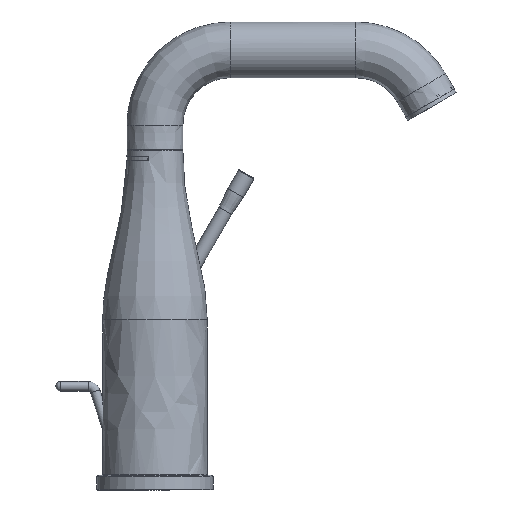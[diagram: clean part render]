
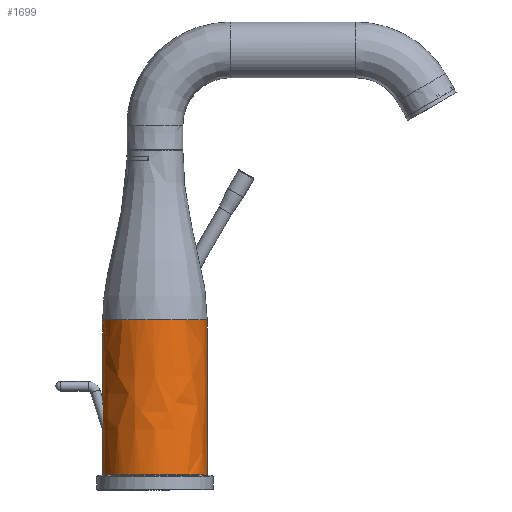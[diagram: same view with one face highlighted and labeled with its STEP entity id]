
A CAD part, left-side view. The second image highlights one B-rep face of the part: STEP entity #1699.
In plain terms, the highlighted free-form (B-spline) face has degree [3, 3] with [7, 4] control points.
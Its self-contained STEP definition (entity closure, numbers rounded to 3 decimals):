
#48=B_SPLINE_SURFACE_WITH_KNOTS('',3,3,((#6177,#6178,#6179,#6180),(#6181,
#6182,#6183,#6184),(#6185,#6186,#6187,#6188),(#6189,#6190,#6191,#6192),
(#6193,#6194,#6195,#6196),(#6197,#6198,#6199,#6200),(#6201,#6202,#6203,
#6204)),.SURF_OF_LINEAR_EXTRUSION.,.F.,.F.,.F.,(4,1,1,1,4),(4,4),(6.,7.,
8.,9.,10.),(0.004,1.),.UNSPECIFIED.);
#128=B_SPLINE_CURVE_WITH_KNOTS('',3,(#5629,#5630,#5631,#5632,#5633,#5634,
#5635,#5636,#5637,#5638,#5639,#5640,#5641,#5642,#5643,#5644,#5645),
 .UNSPECIFIED.,.F.,.F.,(4,1,1,1,1,1,1,1,1,1,1,1,1,1,4),(-0.051,
-0.042,-0.038,-0.034,-0.03,
-0.025,-0.021,-0.017,-0.013,
-0.008,-0.004,0.,0.004,
0.009,0.017),.UNSPECIFIED.);
#140=B_SPLINE_CURVE_WITH_KNOTS('',3,(#5850,#5851,#5852,#5853,#5854,#5855,
#5856,#5857,#5858,#5859,#5860,#5861,#5862,#5863,#5864,#5865),
 .UNSPECIFIED.,.F.,.F.,(4,1,1,1,1,1,1,1,1,1,1,1,1,4),(0.,0.001,
0.002,0.004,0.005,0.007,
0.009,0.012,0.014,0.015,
0.016,0.018,0.018,0.019),
 .UNSPECIFIED.);
#150=B_SPLINE_CURVE_WITH_KNOTS('',3,(#6155,#6156,#6157,#6158),
 .UNSPECIFIED.,.F.,.F.,(4,4),(0.012,0.903),
 .UNSPECIFIED.);
#151=B_SPLINE_CURVE_WITH_KNOTS('',3,(#6159,#6160,#6161,#6162),
 .UNSPECIFIED.,.F.,.F.,(4,4),(0.062,1.),.UNSPECIFIED.);
#154=B_SPLINE_CURVE_WITH_KNOTS('',3,(#6173,#6174,#6175,#6176),
 .UNSPECIFIED.,.F.,.F.,(4,4),(0.,0.996),.UNSPECIFIED.);
#155=B_SPLINE_CURVE_WITH_KNOTS('',3,(#6205,#6206,#6207,#6208,#6209,#6210,
#6211),.UNSPECIFIED.,.F.,.F.,(4,1,1,1,4),(0.,0.25,0.5,0.75,1.),
 .UNSPECIFIED.);
#838=ORIENTED_EDGE('',*,*,#1099,.T.);
#839=ORIENTED_EDGE('',*,*,#1063,.T.);
#840=ORIENTED_EDGE('',*,*,#1103,.T.);
#841=ORIENTED_EDGE('',*,*,#1104,.F.);
#842=ORIENTED_EDGE('',*,*,#1100,.T.);
#843=ORIENTED_EDGE('',*,*,#1087,.F.);
#1063=EDGE_CURVE('',#1276,#1275,#128,.T.);
#1087=EDGE_CURVE('',#1293,#1292,#140,.T.);
#1099=EDGE_CURVE('',#1293,#1276,#150,.F.);
#1100=EDGE_CURVE('',#1303,#1292,#151,.F.);
#1103=EDGE_CURVE('',#1275,#1304,#154,.F.);
#1104=EDGE_CURVE('',#1303,#1304,#155,.F.);
#1275=VERTEX_POINT('',#5628);
#1276=VERTEX_POINT('',#5646);
#1292=VERTEX_POINT('',#5848);
#1293=VERTEX_POINT('',#5849);
#1303=VERTEX_POINT('',#6163);
#1304=VERTEX_POINT('',#6172);
#1444=EDGE_LOOP('',(#838,#839,#840,#841,#842,#843));
#1582=FACE_BOUND('',#1444,.T.);
#1699=ADVANCED_FACE('',(#1582),#48,.T.);
#5628=CARTESIAN_POINT('',(0.,-21.5,2.2));
#5629=CARTESIAN_POINT('',(0.,21.5,2.2));
#5630=CARTESIAN_POINT('',(-2.83,21.5,2.2));
#5631=CARTESIAN_POINT('',(-7.026,20.621,2.2));
#5632=CARTESIAN_POINT('',(-12.001,17.987,2.2));
#5633=CARTESIAN_POINT('',(-15.306,15.308,2.2));
#5634=CARTESIAN_POINT('',(-17.988,12.,2.2));
#5635=CARTESIAN_POINT('',(-19.962,8.27,2.2));
#5636=CARTESIAN_POINT('',(-21.205,4.233,2.2));
#5637=CARTESIAN_POINT('',(-21.648,0.001,2.2));
#5638=CARTESIAN_POINT('',(-21.205,-4.234,2.2));
#5639=CARTESIAN_POINT('',(-19.963,-8.268,2.2));
#5640=CARTESIAN_POINT('',(-17.987,-12.001,2.2));
#5641=CARTESIAN_POINT('',(-15.308,-15.306,2.2));
#5642=CARTESIAN_POINT('',(-12.,-17.988,2.2));
#5643=CARTESIAN_POINT('',(-7.027,-20.62,2.2));
#5644=CARTESIAN_POINT('',(-2.83,-21.5,2.2));
#5645=CARTESIAN_POINT('',(0.,-21.5,2.2));
#5646=CARTESIAN_POINT('',(0.,21.5,2.2));
#5848=CARTESIAN_POINT('',(0.,21.5,35.414));
#5849=CARTESIAN_POINT('',(0.,21.5,18.586));
#5850=CARTESIAN_POINT('',(0.,21.5,18.586));
#5851=CARTESIAN_POINT('',(-0.397,21.5,18.586));
#5852=CARTESIAN_POINT('',(-1.067,21.477,19.105));
#5853=CARTESIAN_POINT('',(-1.614,21.438,20.133));
#5854=CARTESIAN_POINT('',(-1.996,21.404,21.233));
#5855=CARTESIAN_POINT('',(-2.343,21.367,22.742));
#5856=CARTESIAN_POINT('',(-2.571,21.339,24.641));
#5857=CARTESIAN_POINT('',(-2.628,21.332,26.954));
#5858=CARTESIAN_POINT('',(-2.494,21.349,29.264));
#5859=CARTESIAN_POINT('',(-2.22,21.381,31.158));
#5860=CARTESIAN_POINT('',(-1.868,21.416,32.652));
#5861=CARTESIAN_POINT('',(-1.504,21.446,33.763));
#5862=CARTESIAN_POINT('',(-1.079,21.474,34.641));
#5863=CARTESIAN_POINT('',(-0.567,21.494,35.241));
#5864=CARTESIAN_POINT('',(-0.198,21.5,35.414));
#5865=CARTESIAN_POINT('',(0.,21.5,35.414));
#6155=CARTESIAN_POINT('',(0.,21.5,2.2));
#6156=CARTESIAN_POINT('',(0.,21.5,7.213));
#6157=CARTESIAN_POINT('',(0.,21.5,12.723));
#6158=CARTESIAN_POINT('',(0.,21.5,18.586));
#6159=CARTESIAN_POINT('',(0.,21.5,35.414));
#6160=CARTESIAN_POINT('',(0.,21.5,45.258));
#6161=CARTESIAN_POINT('',(0.,21.5,55.629));
#6162=CARTESIAN_POINT('',(0.,21.5,66.));
#6163=CARTESIAN_POINT('',(0.,21.5,66.));
#6172=CARTESIAN_POINT('',(0.,-21.5,66.));
#6173=CARTESIAN_POINT('',(0.,-21.5,66.));
#6174=CARTESIAN_POINT('',(0.,-21.5,42.756));
#6175=CARTESIAN_POINT('',(0.,-21.5,19.513));
#6176=CARTESIAN_POINT('',(0.,-21.5,2.2));
#6177=CARTESIAN_POINT('',(0.,21.5,2.2));
#6178=CARTESIAN_POINT('',(0.,21.5,19.513));
#6179=CARTESIAN_POINT('',(0.,21.5,42.756));
#6180=CARTESIAN_POINT('',(0.,21.5,66.));
#6181=CARTESIAN_POINT('',(-5.616,21.5,2.2));
#6182=CARTESIAN_POINT('',(-5.616,21.5,19.513));
#6183=CARTESIAN_POINT('',(-5.616,21.5,42.756));
#6184=CARTESIAN_POINT('',(-5.616,21.5,66.));
#6185=CARTESIAN_POINT('',(-16.848,16.848,2.2));
#6186=CARTESIAN_POINT('',(-16.848,16.848,19.513));
#6187=CARTESIAN_POINT('',(-16.848,16.848,42.756));
#6188=CARTESIAN_POINT('',(-16.848,16.848,66.));
#6189=CARTESIAN_POINT('',(-23.826,0.,2.2));
#6190=CARTESIAN_POINT('',(-23.826,0.,19.513));
#6191=CARTESIAN_POINT('',(-23.826,0.,42.756));
#6192=CARTESIAN_POINT('',(-23.826,0.,66.));
#6193=CARTESIAN_POINT('',(-16.848,-16.848,2.2));
#6194=CARTESIAN_POINT('',(-16.848,-16.848,19.513));
#6195=CARTESIAN_POINT('',(-16.848,-16.848,42.756));
#6196=CARTESIAN_POINT('',(-16.848,-16.848,66.));
#6197=CARTESIAN_POINT('',(-5.616,-21.5,2.2));
#6198=CARTESIAN_POINT('',(-5.616,-21.5,19.513));
#6199=CARTESIAN_POINT('',(-5.616,-21.5,42.756));
#6200=CARTESIAN_POINT('',(-5.616,-21.5,66.));
#6201=CARTESIAN_POINT('',(0.,-21.5,2.2));
#6202=CARTESIAN_POINT('',(0.,-21.5,19.513));
#6203=CARTESIAN_POINT('',(0.,-21.5,42.756));
#6204=CARTESIAN_POINT('',(0.,-21.5,66.));
#6205=CARTESIAN_POINT('',(0.,-21.5,66.));
#6206=CARTESIAN_POINT('',(-5.616,-21.5,66.));
#6207=CARTESIAN_POINT('',(-16.848,-16.848,66.));
#6208=CARTESIAN_POINT('',(-23.826,0.,66.));
#6209=CARTESIAN_POINT('',(-16.848,16.848,66.));
#6210=CARTESIAN_POINT('',(-5.616,21.5,66.));
#6211=CARTESIAN_POINT('',(0.,21.5,66.));
